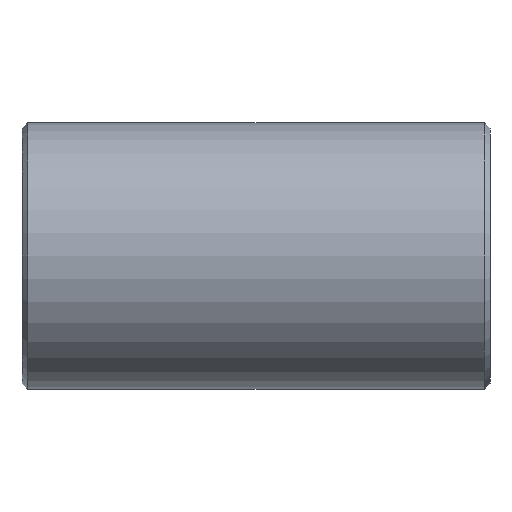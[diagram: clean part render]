
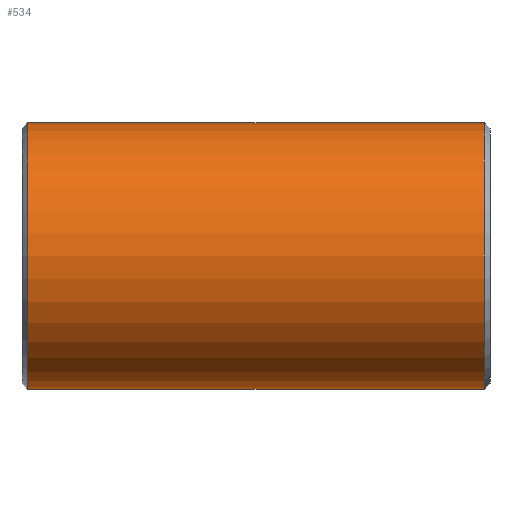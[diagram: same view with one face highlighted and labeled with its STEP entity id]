
A CAD part, front view. The second image highlights one B-rep face of the part: STEP entity #534.
In plain terms, the highlighted cylindrical face has radius 70.65 mm (diameter 141.3 mm), a partial arc.
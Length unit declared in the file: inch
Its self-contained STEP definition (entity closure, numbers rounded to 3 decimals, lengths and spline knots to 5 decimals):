
#6 = VERTEX_POINT ( 'NONE', #434 ) ;
#9 = VERTEX_POINT ( 'NONE', #15 ) ;
#15 = CARTESIAN_POINT ( 'NONE',  ( -4.755, 0., -2.7815 ) ) ;
#16 = EDGE_CURVE ( 'NONE', #141, #6, #175, .T. ) ;
#61 = EDGE_CURVE ( 'NONE', #6, #161, #388, .T. ) ;
#68 = CYLINDRICAL_SURFACE ( 'NONE', #173, 2.7815 ) ;
#77 = CARTESIAN_POINT ( 'NONE',  ( 4.755, 0., -2.7815 ) ) ;
#81 = DIRECTION ( 'NONE',  ( 0., 0., -1. ) ) ;
#105 = VECTOR ( 'NONE', #215, 39.37008 ) ;
#141 = VERTEX_POINT ( 'NONE', #491 ) ;
#158 = EDGE_LOOP ( 'NONE', ( #299, #514, #562, #513, #374, #596 ) ) ;
#161 = VERTEX_POINT ( 'NONE', #546 ) ;
#162 = CIRCLE ( 'NONE', #229, 2.7815 ) ;
#165 = DIRECTION ( 'NONE',  ( -1., 0., 0. ) ) ;
#168 = CARTESIAN_POINT ( 'NONE',  ( 4.88, 0., 2.7815 ) ) ;
#173 = AXIS2_PLACEMENT_3D ( 'NONE', #262, #204, #438 ) ;
#175 = LINE ( 'NONE', #394, #370 ) ;
#204 = DIRECTION ( 'NONE',  ( -1., 0., 0. ) ) ;
#215 = DIRECTION ( 'NONE',  ( -1., 0., 0. ) ) ;
#216 = CARTESIAN_POINT ( 'NONE',  ( 4.88, 0., -2.7815 ) ) ;
#224 = DIRECTION ( 'NONE',  ( -1., 0., 0. ) ) ;
#229 = AXIS2_PLACEMENT_3D ( 'NONE', #339, #528, #300 ) ;
#232 = LINE ( 'NONE', #585, #537 ) ;
#255 = DIRECTION ( 'NONE',  ( -1., 0., 0. ) ) ;
#262 = CARTESIAN_POINT ( 'NONE',  ( 4.88, 0., 0. ) ) ;
#263 = DIRECTION ( 'NONE',  ( -1., 0., 0. ) ) ;
#276 = EDGE_CURVE ( 'NONE', #560, #9, #232, .T. ) ;
#299 = ORIENTED_EDGE ( 'NONE', *, *, #475, .F. ) ;
#300 = DIRECTION ( 'NONE',  ( 0., 0., 1. ) ) ;
#320 = VECTOR ( 'NONE', #165, 39.37008 ) ;
#339 = CARTESIAN_POINT ( 'NONE',  ( -4.755, 0., 0. ) ) ;
#348 = EDGE_CURVE ( 'NONE', #533, #141, #567, .T. ) ;
#350 = CARTESIAN_POINT ( 'NONE',  ( 0., 0., -2.7815 ) ) ;
#370 = VECTOR ( 'NONE', #263, 39.37008 ) ;
#374 = ORIENTED_EDGE ( 'NONE', *, *, #541, .T. ) ;
#375 = AXIS2_PLACEMENT_3D ( 'NONE', #490, #255, #81 ) ;
#388 = LINE ( 'NONE', #168, #105 ) ;
#394 = CARTESIAN_POINT ( 'NONE',  ( 4.88, 0., 2.7815 ) ) ;
#434 = CARTESIAN_POINT ( 'NONE',  ( 0., 0., 2.7815 ) ) ;
#438 = DIRECTION ( 'NONE',  ( 0., 0., 1. ) ) ;
#475 = EDGE_CURVE ( 'NONE', #533, #560, #580, .T. ) ;
#477 = FACE_OUTER_BOUND ( 'NONE', #158, .T. ) ;
#490 = CARTESIAN_POINT ( 'NONE',  ( 4.755, 0., 0. ) ) ;
#491 = CARTESIAN_POINT ( 'NONE',  ( 4.755, 0., 2.7815 ) ) ;
#513 = ORIENTED_EDGE ( 'NONE', *, *, #61, .T. ) ;
#514 = ORIENTED_EDGE ( 'NONE', *, *, #348, .T. ) ;
#528 = DIRECTION ( 'NONE',  ( 1., 0., 0. ) ) ;
#533 = VERTEX_POINT ( 'NONE', #77 ) ;
#534 = ADVANCED_FACE ( 'NONE', ( #477 ), #68, .T. ) ;
#537 = VECTOR ( 'NONE', #224, 39.37008 ) ;
#541 = EDGE_CURVE ( 'NONE', #161, #9, #162, .T. ) ;
#546 = CARTESIAN_POINT ( 'NONE',  ( -4.755, 0., 2.7815 ) ) ;
#560 = VERTEX_POINT ( 'NONE', #350 ) ;
#562 = ORIENTED_EDGE ( 'NONE', *, *, #16, .T. ) ;
#567 = CIRCLE ( 'NONE', #375, 2.7815 ) ;
#580 = LINE ( 'NONE', #216, #320 ) ;
#585 = CARTESIAN_POINT ( 'NONE',  ( 4.88, 0., -2.7815 ) ) ;
#596 = ORIENTED_EDGE ( 'NONE', *, *, #276, .F. ) ;
